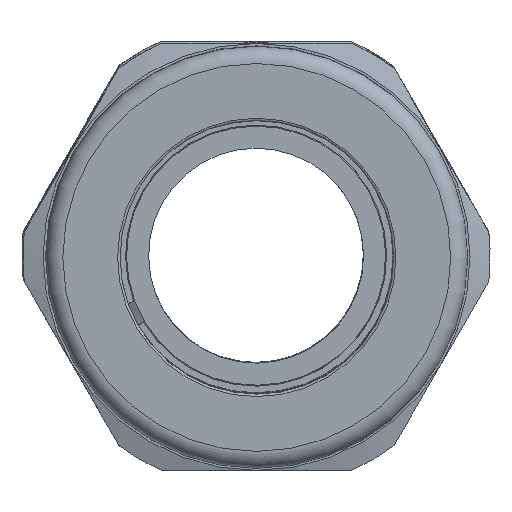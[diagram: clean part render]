
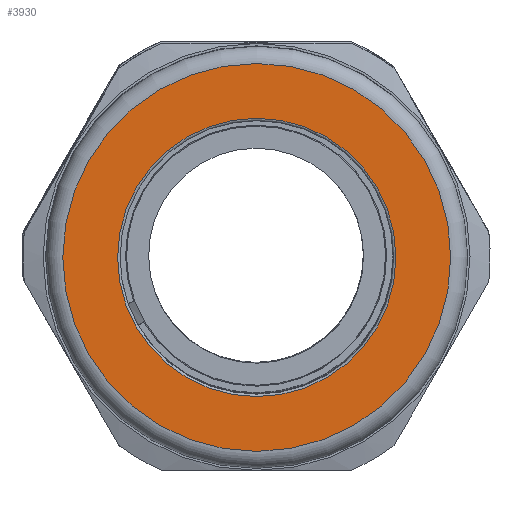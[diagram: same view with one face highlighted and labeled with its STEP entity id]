
A CAD part, left-side view. The second image highlights one B-rep face of the part: STEP entity #3930.
In plain terms, the highlighted face is planar.
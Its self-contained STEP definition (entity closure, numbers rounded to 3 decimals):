
#650=PLANE('',#4387);
#722=FACE_BOUND('',#1215,.T.);
#901=FACE_OUTER_BOUND('',#1214,.T.);
#1214=EDGE_LOOP('',(#3076));
#1215=EDGE_LOOP('',(#3077));
#1581=CIRCLE('',#4386,16.95);
#1582=CIRCLE('',#4388,23.62);
#1930=VERTEX_POINT('',#11408);
#1931=VERTEX_POINT('',#11411);
#2363=EDGE_CURVE('',#1930,#1930,#1581,.T.);
#2364=EDGE_CURVE('',#1931,#1931,#1582,.T.);
#3076=ORIENTED_EDGE('',*,*,#2364,.F.);
#3077=ORIENTED_EDGE('',*,*,#2363,.T.);
#3930=ADVANCED_FACE('',(#901,#722),#650,.T.);
#4386=AXIS2_PLACEMENT_3D('',#11409,#5112,#5113);
#4387=AXIS2_PLACEMENT_3D('',#11410,#5114,#5115);
#4388=AXIS2_PLACEMENT_3D('',#11412,#5116,#5117);
#5112=DIRECTION('center_axis',(1.,0.,0.));
#5113=DIRECTION('ref_axis',(0.,0.,-1.));
#5114=DIRECTION('center_axis',(-1.,0.,0.));
#5115=DIRECTION('ref_axis',(0.,0.,1.));
#5116=DIRECTION('center_axis',(1.,0.,0.));
#5117=DIRECTION('ref_axis',(0.,0.,-1.));
#11408=CARTESIAN_POINT('',(-22.8,16.95,0.));
#11409=CARTESIAN_POINT('Origin',(-22.8,0.,0.));
#11410=CARTESIAN_POINT('Origin',(-22.8,23.62,0.));
#11411=CARTESIAN_POINT('',(-22.8,23.62,0.));
#11412=CARTESIAN_POINT('Origin',(-22.8,0.,0.));
